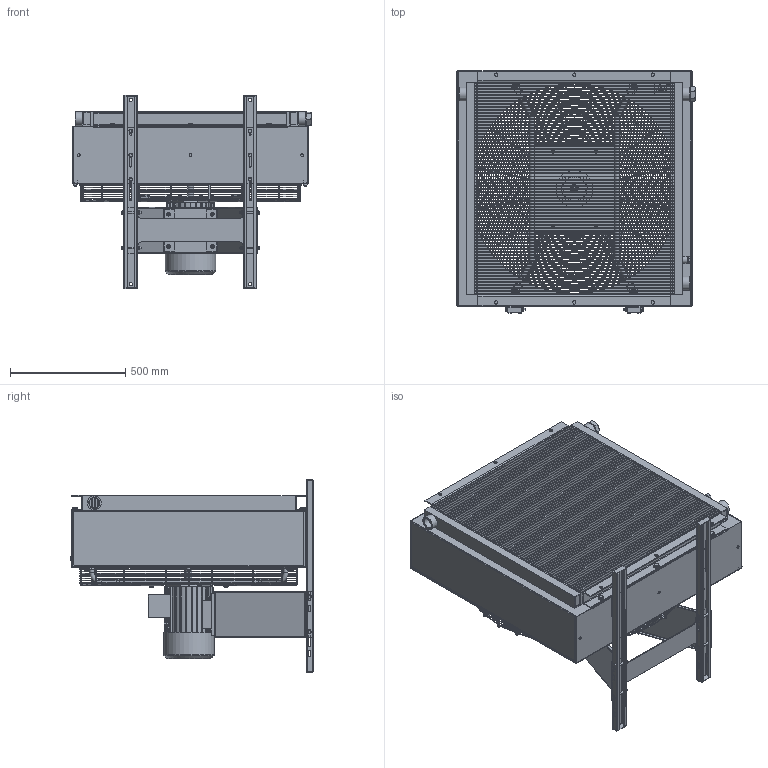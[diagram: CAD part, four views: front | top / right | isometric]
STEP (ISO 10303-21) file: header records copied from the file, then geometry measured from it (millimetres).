
FILE_DESCRIPTION((''),'2;1');
FILE_NAME('LAC-076-6-A-00-000-0-0.stp','2008-06-10T11:56:57',('smasc'),(''),'Autodesk Inventor 2008','Autodesk Inventor 2008','');
FILE_SCHEMA(('AUTOMOTIVE_DESIGN { 1 0 10303 214 1 1 1 1 }'));
Length unit declared in the file: millimetre
Products named in the file (1): Part2
Bounding box: 1035.5 x 1054 x 840 mm (x, y, z)
Volume: 1345527.6 mm3; surface area: 15493369.5 mm2
Topology: 35 solids, 36 shells, 4288 faces, 10771 edges, 6876 vertices
Faces by surface type: plane 2701, cylinder 679, cone 403, bspline 352, torus 125, sphere 28
Full cylindrical faces by diameter (mm): 2 x1, 5 x54, 6 x4, 6.4 x2, 8 x40, 8.4 x26, 8.88 x2, 9 x12, 10 x1, 10.5 x1, 11 x4, 11.6 x8, 11.63 x18, 11.7 x1, 12 x27, 12.5 x1, 13 x14, 14.1 x1, 14.63 x1, 15 x4, 16 x26, 16.63 x6, 18.631 x1, 20 x11, 21 x2, 24 x6, 28 x1, 28.5 x1, 30 x1, 33 x2
Entity records: 134849 total; most frequent: CARTESIAN_POINT 34732, ORIENTED_EDGE 19882, DIRECTION 18574, EDGE_CURVE 9941, VERTEX_POINT 6655, VECTOR 6320, LINE 6320, AXIS2_PLACEMENT_3D 6127
